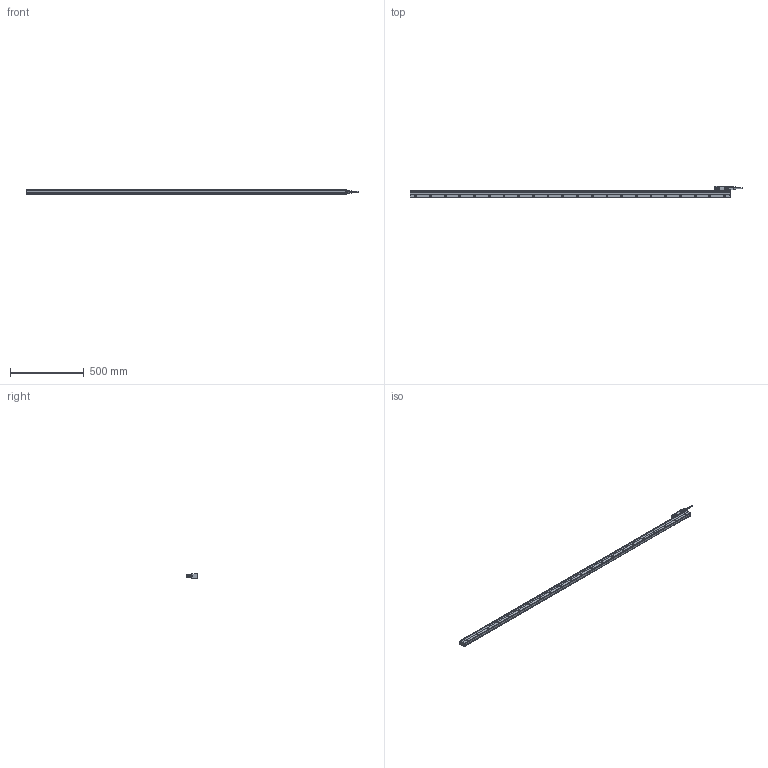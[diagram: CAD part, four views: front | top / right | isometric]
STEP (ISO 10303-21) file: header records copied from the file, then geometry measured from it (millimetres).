
FILE_DESCRIPTION(('CATIA V5 STEP'),'2;1');
FILE_NAME('SR84_SR85_X_L_204_V1.stp','2018-11-30T04:06:18+00:00',('none'),('none'),'CATIA Version 5 Release 19 SP 6 (IN-10)','CATIA V5 STEP AP214','none');
FILE_SCHEMA(('AUTOMOTIVE_DESIGN { 1 0 10303 214 1 1 1 1 }'));
Products named in the file (3): SR87_L_204; SR87-204_S; SR87_head_L
Assembly tree (2 placements, depth 2):
  SR87_L_204
    SR87-204_S
    SR87_head_L
Bounding box: 2257.7 x 78 x 29 mm (x, y, z)
Volume: 2824880.9 mm3; surface area: 398228.8 mm2
Topology: 2 solids, 18 shells, 2630 faces, 6705 edges, 4032 vertices
Faces by surface type: plane 1192, cylinder 928, torus 175, cone 175, sphere 107, bspline 53
Entity records: 79272 total; most frequent: CARTESIAN_POINT 20957, ORIENTED_EDGE 13158, DIRECTION 9777, EDGE_CURVE 6579, AXIS2_PLACEMENT_3D 4173, VERTEX_POINT 4032, VECTOR 3505, LINE 3505
